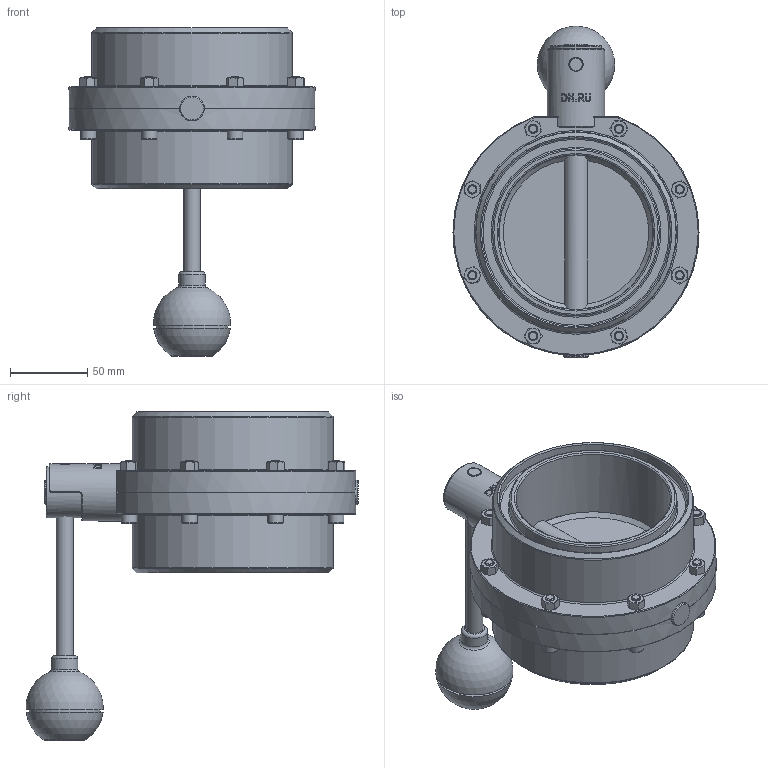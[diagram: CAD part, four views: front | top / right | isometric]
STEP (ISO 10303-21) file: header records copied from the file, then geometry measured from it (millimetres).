
FILE_DESCRIPTION(/* description */ (''),/* implementation_level */ '2;1');
FILE_NAME(/* name */ 'DN100_3D_STEP.stp',/* time_stamp */ '2024-10-29T20:40:02+03:00',/* author */ ('igorr'),/* organization */ (''),/* preprocessor_version */ 'ST-DEVELOPER v20',/* originating_system */ 'Autodesk Inventor 2025',/* authorisation */ '');
FILE_SCHEMA (('AUTOMOTIVE_DESIGN { 1 0 10303 214 3 1 1 }'));
Length unit declared in the file: millimetre
Products named in the file (5): Сборка; Деталь1; Деталь2; AS 1420 - 1973 - M6 x 35; ANSI B18.2.4.2M - M6x1
Assembly tree (18 placements, depth 2):
  Сборка
    Деталь1
    Деталь2
    AS 1420 - 1973 - M6 x 35  x8
    ANSI B18.2.4.2M - M6x1  x8
Bounding box: 159 x 214.55 x 212 mm (x, y, z)
Volume: 890922 mm3; surface area: 177718.1 mm2
Topology: 18 solids, 19 shells, 522 faces, 1235 edges, 781 vertices
Faces by surface type: plane 218, cone 137, cylinder 92, torus 44, bspline 27, sphere 4
Full cylindrical faces by diameter (mm): 4.917 x8, 6 x24, 9 x1, 9.2 x1, 10 x8, 11 x2, 16 x3, 17 x1, 33 x1, 37 x1, 46 x1, 100 x2, 108 x2, 122 x2, 130 x2
Entity records: 9407 total; most frequent: CARTESIAN_POINT 2882, ORIENTED_EDGE 1264, DIRECTION 1261, EDGE_CURVE 632, AXIS2_PLACEMENT_3D 519, VERTEX_POINT 410, EDGE_LOOP 314, CIRCLE 259
